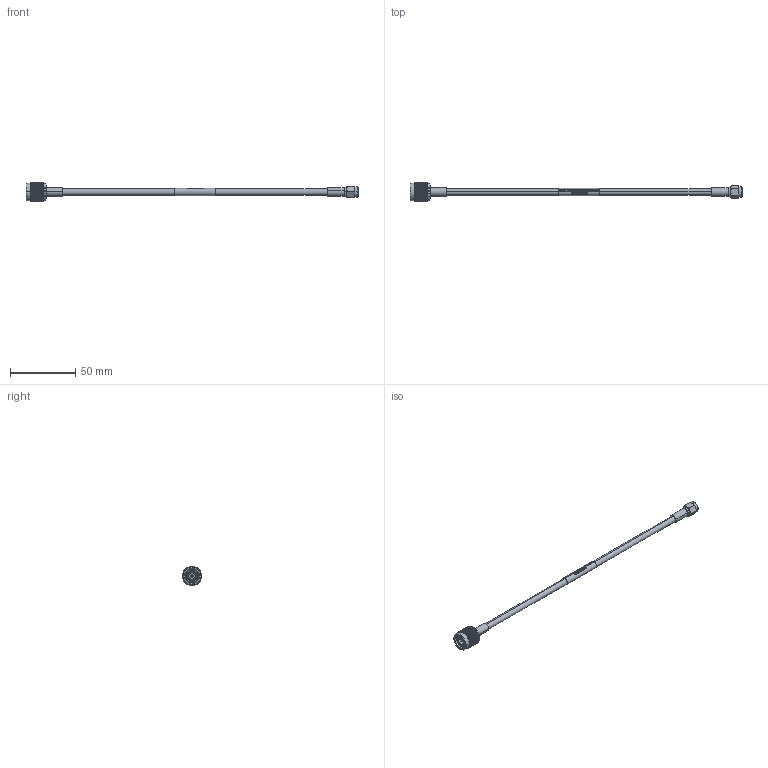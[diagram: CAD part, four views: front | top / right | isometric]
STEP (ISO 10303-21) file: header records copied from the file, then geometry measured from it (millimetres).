
FILE_DESCRIPTION (( 'STEP AP214' ), '1' );
FILE_NAME ('FMCA100266_3D.step', '2024-10-30T17:49:13', ( '' ), ( '' ), 'SwSTEP 2.0', 'SolidWorks 2022', '' );
FILE_SCHEMA (( 'AUTOMOTIVE_DESIGN' ));
Length unit declared in the file: inch
Products named in the file (7): FMCN5254-MA2^FMCN5254_FMCA100266; FMCN5254^FMCA100266_默认; FMCA100266_3D; FMCN5266^FMCA100266; LMR-195-UF^FMCA100266_FM; FMCN5254-MA0^FMCN5254_FMCA100266; FMCN5254-MA1^FMCN5254_FMCA100266
Assembly tree (6 placements, depth 3):
  FMCA100266_3D
    LMR-195-UF^FMCA100266_FM
    FMCN5266^FMCA100266
    FMCN5254^FMCA100266_默认
      FMCN5254-MA0^FMCN5254_FMCA100266
      FMCN5254-MA1^FMCN5254_FMCA100266
      FMCN5254-MA2^FMCN5254_FMCA100266
Bounding box: 254.73 x 14.5 x 14.5 mm (x, y, z)
Volume: 7124.2 mm3; surface area: 7589.7 mm2
Topology: 6 solids, 6 shells, 4580 faces, 9909 edges, 5398 vertices
Faces by surface type: bspline 3329, cylinder 860, plane 317, cone 72, torus 2
Entity records: 183671 total; most frequent: CARTESIAN_POINT 120477, ORIENTED_EDGE 19814, EDGE_CURVE 9907, VERTEX_POINT 5398, EDGE_LOOP 4647, ADVANCED_FACE 4580, FACE_OUTER_BOUND 4580, DIRECTION 4124
